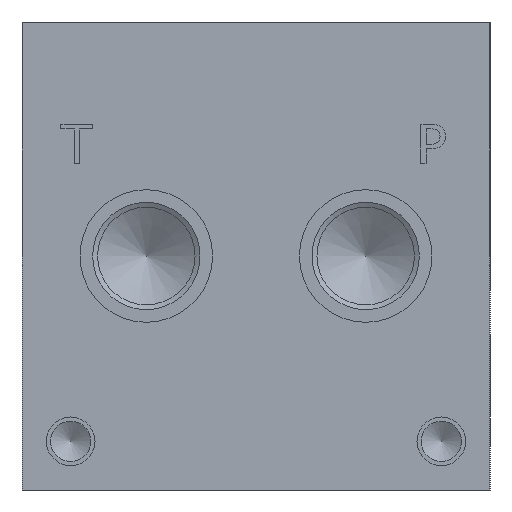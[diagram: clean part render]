
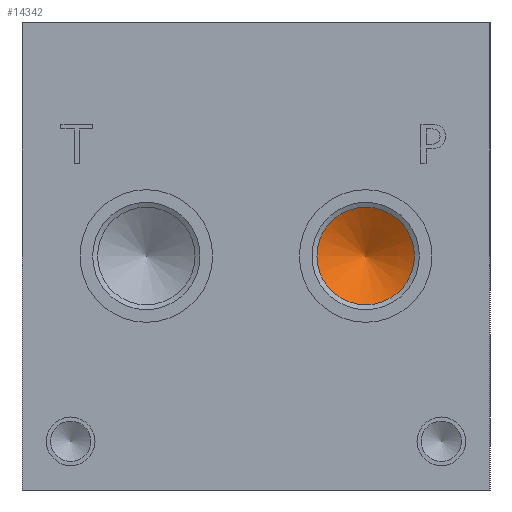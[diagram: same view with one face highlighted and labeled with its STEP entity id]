
A CAD part, left-side view. The second image highlights one B-rep face of the part: STEP entity #14342.
In plain terms, the highlighted conical face has half-angle 60 degrees and reference radius 3.969 mm.
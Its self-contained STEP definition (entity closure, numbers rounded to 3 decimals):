
#157=CONICAL_SURFACE('',#15230,3.969,1.047);
#468=CIRCLE('',#15231,7.938);
#469=CIRCLE('',#15232,7.938);
#1767=FACE_OUTER_BOUND('',#2610,.T.);
#2610=EDGE_LOOP('',(#12758,#12759,#12760,#12761));
#3960=LINE('',#24620,#5266);
#5266=VECTOR('',#18276,3.969);
#6982=VERTEX_POINT('',#24616);
#6983=VERTEX_POINT('',#24617);
#6984=VERTEX_POINT('',#24619);
#8945=EDGE_CURVE('',#6982,#6983,#468,.T.);
#8946=EDGE_CURVE('',#6983,#6984,#3960,.T.);
#8947=EDGE_CURVE('',#6983,#6982,#469,.T.);
#12758=ORIENTED_EDGE('',*,*,#8945,.T.);
#12759=ORIENTED_EDGE('',*,*,#8946,.T.);
#12760=ORIENTED_EDGE('',*,*,#8946,.F.);
#12761=ORIENTED_EDGE('',*,*,#8947,.T.);
#14342=ADVANCED_FACE('',(#1767),#157,.F.);
#15230=AXIS2_PLACEMENT_3D('',#24615,#18272,#18273);
#15231=AXIS2_PLACEMENT_3D('',#24618,#18274,#18275);
#15232=AXIS2_PLACEMENT_3D('',#24621,#18277,#18278);
#18272=DIRECTION('center_axis',(-1.,0.,0.));
#18273=DIRECTION('ref_axis',(0.,1.,0.));
#18274=DIRECTION('center_axis',(-1.,0.,0.));
#18275=DIRECTION('ref_axis',(0.,1.,0.));
#18276=DIRECTION('',(0.5,0.866,0.));
#18277=DIRECTION('center_axis',(-1.,0.,0.));
#18278=DIRECTION('ref_axis',(0.,1.,0.));
#24615=CARTESIAN_POINT('Origin',(34.041,20.244,38.1));
#24616=CARTESIAN_POINT('',(31.75,28.181,38.1));
#24617=CARTESIAN_POINT('',(31.75,12.306,38.1));
#24618=CARTESIAN_POINT('Origin',(31.75,20.244,38.1));
#24619=CARTESIAN_POINT('',(36.333,20.244,38.1));
#24620=CARTESIAN_POINT('',(34.041,16.275,38.1));
#24621=CARTESIAN_POINT('Origin',(31.75,20.244,38.1));
